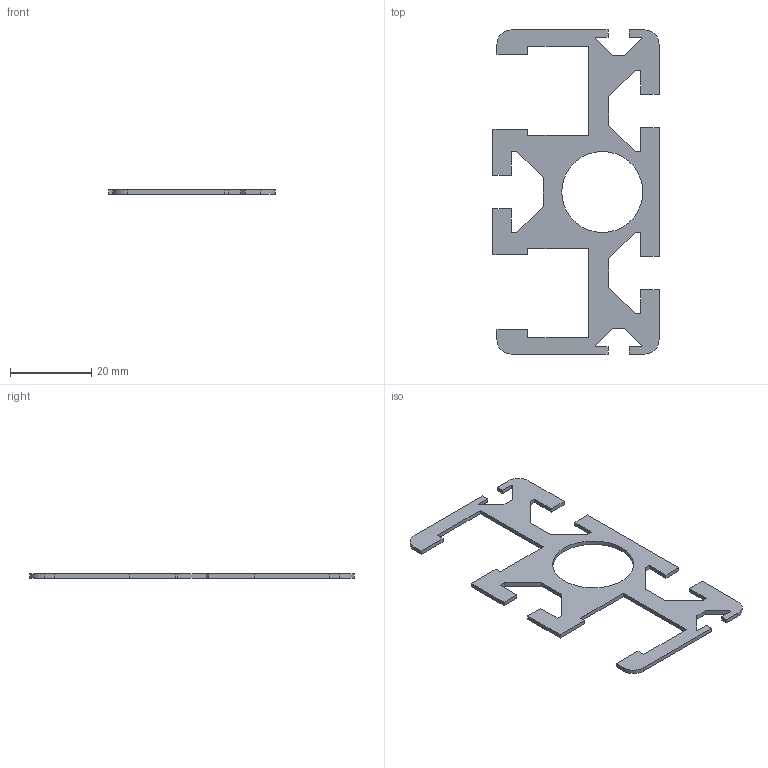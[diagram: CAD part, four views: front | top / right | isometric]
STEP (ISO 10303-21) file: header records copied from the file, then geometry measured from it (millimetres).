
FILE_DESCRIPTION((''),'2;1');
FILE_NAME('SP079_extern.ipt.step','2007-09-10T15:08:30',(''),(''),'Autodesk Inventor 11','Autodesk Inventor 11','');
FILE_SCHEMA(('AUTOMOTIVE_DESIGN { 1 0 10303 214 1 1 1 1 }'));
Length unit declared in the file: millimetre
Products named in the file (1): SP079_extern
Bounding box: 41 x 80 x 1 mm (x, y, z)
Volume: 1419.5 mm3; surface area: 3405 mm2
Topology: 1 solids, 1 shells, 77 faces, 226 edges, 151 vertices
Faces by surface type: plane 66, bspline 7, cylinder 4
Entity records: 2544 total; most frequent: CARTESIAN_POINT 487, ORIENTED_EDGE 448, DIRECTION 376, EDGE_CURVE 224, VECTOR 214, LINE 214, VERTEX_POINT 150, AXIS2_PLACEMENT_3D 81
